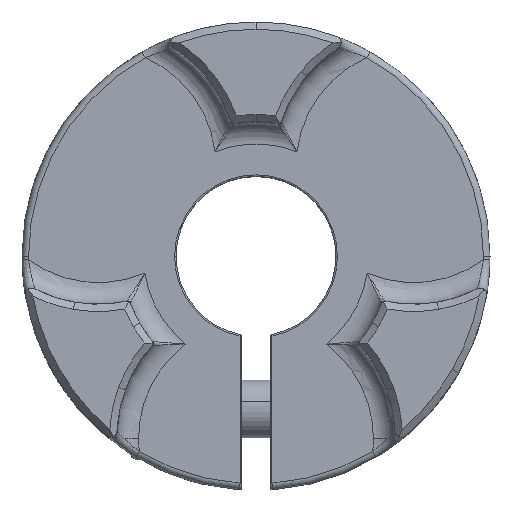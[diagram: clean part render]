
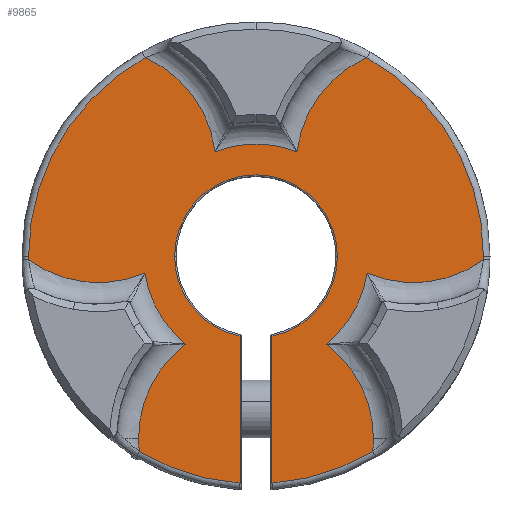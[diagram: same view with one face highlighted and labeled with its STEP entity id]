
A CAD part, top view. The second image highlights one B-rep face of the part: STEP entity #9865.
In plain terms, the highlighted planar face has unit normal (0, 0, 1).
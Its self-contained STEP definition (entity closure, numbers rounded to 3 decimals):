
#6522=CARTESIAN_POINT('',(-1.1,-5.491,10.4));
#6523=VERTEX_POINT('',#6522);
#7671=CARTESIAN_POINT('',(-1.1,-15.611,10.4));
#7672=VERTEX_POINT('',#7671);
#7916=CARTESIAN_POINT('',(1.1,-5.491,10.4));
#7917=VERTEX_POINT('',#7916);
#7960=CARTESIAN_POINT('',(-5.6,0.,10.4));
#7961=VERTEX_POINT('',#7960);
#7969=CARTESIAN_POINT('',(0.,0.,10.4));
#7970=DIRECTION('',(0.,0.,1.));
#7971=DIRECTION('',(1.,0.,-0.));
#7972=AXIS2_PLACEMENT_3D('',#7969,#7970,#7971);
#7973=CIRCLE('',#7972,5.6);
#7974=EDGE_CURVE('',#7961,#6523,#7973,.T.);
#9032=CARTESIAN_POINT('',(1.1,-15.611,10.4));
#9033=VERTEX_POINT('',#9032);
#9147=CARTESIAN_POINT('',(8.025,-13.436,10.4));
#9148=VERTEX_POINT('',#9147);
#9159=CARTESIAN_POINT('',(0.,0.,10.4));
#9160=DIRECTION('',(-0.,-0.,-1.));
#9161=DIRECTION('',(1.,0.,-0.));
#9162=AXIS2_PLACEMENT_3D('',#9159,#9160,#9161);
#9163=CIRCLE('',#9162,15.65);
#9164=EDGE_CURVE('',#9148,#9033,#9163,.T.);
#9686=CARTESIAN_POINT('',(0.,0.,10.4));
#9687=DIRECTION('',(0.,0.,1.));
#9688=DIRECTION('',(1.,0.,0.));
#9689=AXIS2_PLACEMENT_3D('',#9686,#9687,#9688);
#9690=PLANE('',#9689);
#9691=CARTESIAN_POINT('',(1.1,-115.613,10.4));
#9692=DIRECTION('',(-0.,1.,-0.));
#9693=VECTOR('',#9692,101.204);
#9694=LINE('',#9691,#9693);
#9695=EDGE_CURVE('',#9033,#7917,#9694,.T.);
#9696=ORIENTED_EDGE('',*,*,#9695,.F.);
#9697=ORIENTED_EDGE('',*,*,#9164,.F.);
#9698=CARTESIAN_POINT('',(8.077,-12.52,10.4));
#9699=VERTEX_POINT('',#9698);
#9700=CARTESIAN_POINT('',(-0.,-12.52,10.4));
#9701=DIRECTION('',(-0.,-0.,-1.));
#9702=DIRECTION('',(1.,0.,-0.));
#9703=AXIS2_PLACEMENT_3D('',#9700,#9701,#9702);
#9704=CIRCLE('',#9703,8.077);
#9705=EDGE_CURVE('',#9699,#9148,#9704,.T.);
#9706=ORIENTED_EDGE('',*,*,#9705,.F.);
#9707=CARTESIAN_POINT('',(4.823,-6.041,10.4));
#9708=VERTEX_POINT('',#9707);
#9709=CARTESIAN_POINT('',(-0.,-12.52,10.4));
#9710=DIRECTION('',(-0.,-0.,-1.));
#9711=DIRECTION('',(1.,0.,-0.));
#9712=AXIS2_PLACEMENT_3D('',#9709,#9710,#9711);
#9713=CIRCLE('',#9712,8.077);
#9714=EDGE_CURVE('',#9708,#9699,#9713,.T.);
#9715=ORIENTED_EDGE('',*,*,#9714,.F.);
#9716=CARTESIAN_POINT('',(7.643,-1.156,10.4));
#9717=VERTEX_POINT('',#9716);
#9718=CARTESIAN_POINT('',(0.,0.,10.4));
#9719=DIRECTION('',(-0.,-0.,-1.));
#9720=DIRECTION('',(1.,0.,-0.));
#9721=AXIS2_PLACEMENT_3D('',#9718,#9719,#9720);
#9722=CIRCLE('',#9721,7.73);
#9723=EDGE_CURVE('',#9717,#9708,#9722,.T.);
#9724=ORIENTED_EDGE('',*,*,#9723,.F.);
#9725=CARTESIAN_POINT('',(15.648,-0.232,10.4));
#9726=VERTEX_POINT('',#9725);
#9727=CARTESIAN_POINT('',(10.843,6.26,10.4));
#9728=DIRECTION('',(-0.,-0.,-1.));
#9729=DIRECTION('',(1.,0.,-0.));
#9730=AXIS2_PLACEMENT_3D('',#9727,#9728,#9729);
#9731=CIRCLE('',#9730,8.077);
#9732=EDGE_CURVE('',#9726,#9717,#9731,.T.);
#9733=ORIENTED_EDGE('',*,*,#9732,.F.);
#9734=CARTESIAN_POINT('',(15.65,-0.,10.4));
#9735=VERTEX_POINT('',#9734);
#9736=CARTESIAN_POINT('',(0.,0.,10.4));
#9737=DIRECTION('',(-0.,-0.,-1.));
#9738=DIRECTION('',(1.,0.,-0.));
#9739=AXIS2_PLACEMENT_3D('',#9736,#9737,#9738);
#9740=CIRCLE('',#9739,15.65);
#9741=EDGE_CURVE('',#9735,#9726,#9740,.T.);
#9742=ORIENTED_EDGE('',*,*,#9741,.F.);
#9743=CARTESIAN_POINT('',(7.623,13.668,10.4));
#9744=VERTEX_POINT('',#9743);
#9745=CARTESIAN_POINT('',(0.,0.,10.4));
#9746=DIRECTION('',(-0.,-0.,-1.));
#9747=DIRECTION('',(1.,0.,-0.));
#9748=AXIS2_PLACEMENT_3D('',#9745,#9746,#9747);
#9749=CIRCLE('',#9748,15.65);
#9750=EDGE_CURVE('',#9744,#9735,#9749,.T.);
#9751=ORIENTED_EDGE('',*,*,#9750,.F.);
#9752=CARTESIAN_POINT('',(2.82,7.197,10.4));
#9753=VERTEX_POINT('',#9752);
#9754=CARTESIAN_POINT('',(10.843,6.26,10.4));
#9755=DIRECTION('',(-0.,-0.,-1.));
#9756=DIRECTION('',(1.,0.,-0.));
#9757=AXIS2_PLACEMENT_3D('',#9754,#9755,#9756);
#9758=CIRCLE('',#9757,8.077);
#9759=EDGE_CURVE('',#9753,#9744,#9758,.T.);
#9760=ORIENTED_EDGE('',*,*,#9759,.F.);
#9761=CARTESIAN_POINT('',(-2.82,7.197,10.4));
#9762=VERTEX_POINT('',#9761);
#9763=CARTESIAN_POINT('',(0.,0.,10.4));
#9764=DIRECTION('',(-0.,-0.,-1.));
#9765=DIRECTION('',(1.,0.,-0.));
#9766=AXIS2_PLACEMENT_3D('',#9763,#9764,#9765);
#9767=CIRCLE('',#9766,7.73);
#9768=EDGE_CURVE('',#9762,#9753,#9767,.T.);
#9769=ORIENTED_EDGE('',*,*,#9768,.F.);
#9770=CARTESIAN_POINT('',(-7.623,13.668,10.4));
#9771=VERTEX_POINT('',#9770);
#9772=CARTESIAN_POINT('',(-10.843,6.26,10.4));
#9773=DIRECTION('',(-0.,-0.,-1.));
#9774=DIRECTION('',(1.,0.,-0.));
#9775=AXIS2_PLACEMENT_3D('',#9772,#9773,#9774);
#9776=CIRCLE('',#9775,8.077);
#9777=EDGE_CURVE('',#9771,#9762,#9776,.T.);
#9778=ORIENTED_EDGE('',*,*,#9777,.F.);
#9779=CARTESIAN_POINT('',(-15.65,0.,10.4));
#9780=VERTEX_POINT('',#9779);
#9781=CARTESIAN_POINT('',(0.,0.,10.4));
#9782=DIRECTION('',(-0.,-0.,-1.));
#9783=DIRECTION('',(1.,0.,-0.));
#9784=AXIS2_PLACEMENT_3D('',#9781,#9782,#9783);
#9785=CIRCLE('',#9784,15.65);
#9786=EDGE_CURVE('',#9780,#9771,#9785,.T.);
#9787=ORIENTED_EDGE('',*,*,#9786,.F.);
#9788=CARTESIAN_POINT('',(-15.648,-0.232,10.4));
#9789=VERTEX_POINT('',#9788);
#9790=CARTESIAN_POINT('',(0.,0.,10.4));
#9791=DIRECTION('',(-0.,-0.,-1.));
#9792=DIRECTION('',(1.,0.,-0.));
#9793=AXIS2_PLACEMENT_3D('',#9790,#9791,#9792);
#9794=CIRCLE('',#9793,15.65);
#9795=EDGE_CURVE('',#9789,#9780,#9794,.T.);
#9796=ORIENTED_EDGE('',*,*,#9795,.F.);
#9797=CARTESIAN_POINT('',(-7.643,-1.156,10.4));
#9798=VERTEX_POINT('',#9797);
#9799=CARTESIAN_POINT('',(-10.843,6.26,10.4));
#9800=DIRECTION('',(-0.,-0.,-1.));
#9801=DIRECTION('',(1.,0.,-0.));
#9802=AXIS2_PLACEMENT_3D('',#9799,#9800,#9801);
#9803=CIRCLE('',#9802,8.077);
#9804=EDGE_CURVE('',#9798,#9789,#9803,.T.);
#9805=ORIENTED_EDGE('',*,*,#9804,.F.);
#9806=CARTESIAN_POINT('',(-4.823,-6.041,10.4));
#9807=VERTEX_POINT('',#9806);
#9808=CARTESIAN_POINT('',(0.,0.,10.4));
#9809=DIRECTION('',(-0.,-0.,-1.));
#9810=DIRECTION('',(1.,0.,-0.));
#9811=AXIS2_PLACEMENT_3D('',#9808,#9809,#9810);
#9812=CIRCLE('',#9811,7.73);
#9813=EDGE_CURVE('',#9807,#9798,#9812,.T.);
#9814=ORIENTED_EDGE('',*,*,#9813,.F.);
#9815=CARTESIAN_POINT('',(-8.077,-12.52,10.4));
#9816=VERTEX_POINT('',#9815);
#9817=CARTESIAN_POINT('',(-0.,-12.52,10.4));
#9818=DIRECTION('',(-0.,-0.,-1.));
#9819=DIRECTION('',(1.,0.,-0.));
#9820=AXIS2_PLACEMENT_3D('',#9817,#9818,#9819);
#9821=CIRCLE('',#9820,8.077);
#9822=EDGE_CURVE('',#9816,#9807,#9821,.T.);
#9823=ORIENTED_EDGE('',*,*,#9822,.F.);
#9824=CARTESIAN_POINT('',(-8.025,-13.436,10.4));
#9825=VERTEX_POINT('',#9824);
#9826=CARTESIAN_POINT('',(-0.,-12.52,10.4));
#9827=DIRECTION('',(-0.,-0.,-1.));
#9828=DIRECTION('',(1.,0.,-0.));
#9829=AXIS2_PLACEMENT_3D('',#9826,#9827,#9828);
#9830=CIRCLE('',#9829,8.077);
#9831=EDGE_CURVE('',#9825,#9816,#9830,.T.);
#9832=ORIENTED_EDGE('',*,*,#9831,.F.);
#9833=CARTESIAN_POINT('',(0.,0.,10.4));
#9834=DIRECTION('',(-0.,-0.,-1.));
#9835=DIRECTION('',(1.,0.,-0.));
#9836=AXIS2_PLACEMENT_3D('',#9833,#9834,#9835);
#9837=CIRCLE('',#9836,15.65);
#9838=EDGE_CURVE('',#7672,#9825,#9837,.T.);
#9839=ORIENTED_EDGE('',*,*,#9838,.F.);
#9840=CARTESIAN_POINT('',(-1.1,-14.409,10.4));
#9841=DIRECTION('',(-0.,-1.,-0.));
#9842=VECTOR('',#9841,101.204);
#9843=LINE('',#9840,#9842);
#9844=EDGE_CURVE('',#6523,#7672,#9843,.T.);
#9845=ORIENTED_EDGE('',*,*,#9844,.F.);
#9846=ORIENTED_EDGE('',*,*,#7974,.F.);
#9847=CARTESIAN_POINT('',(5.6,-0.,10.4));
#9848=VERTEX_POINT('',#9847);
#9849=CARTESIAN_POINT('',(0.,0.,10.4));
#9850=DIRECTION('',(0.,0.,1.));
#9851=DIRECTION('',(1.,0.,-0.));
#9852=AXIS2_PLACEMENT_3D('',#9849,#9850,#9851);
#9853=CIRCLE('',#9852,5.6);
#9854=EDGE_CURVE('',#9848,#7961,#9853,.T.);
#9855=ORIENTED_EDGE('',*,*,#9854,.F.);
#9856=CARTESIAN_POINT('',(0.,0.,10.4));
#9857=DIRECTION('',(0.,0.,1.));
#9858=DIRECTION('',(1.,0.,-0.));
#9859=AXIS2_PLACEMENT_3D('',#9856,#9857,#9858);
#9860=CIRCLE('',#9859,5.6);
#9861=EDGE_CURVE('',#7917,#9848,#9860,.T.);
#9862=ORIENTED_EDGE('',*,*,#9861,.F.);
#9863=EDGE_LOOP('',(#9696,#9697,#9706,#9715,#9724,#9733,#9742,#9751,#9760,#9769,#9778,#9787,#9796,#9805,#9814,#9823,#9832,#9839,#9845,#9846,#9855,#9862));
#9864=FACE_BOUND('',#9863,.T.);
#9865=ADVANCED_FACE('',(#9864),#9690,.T.);
